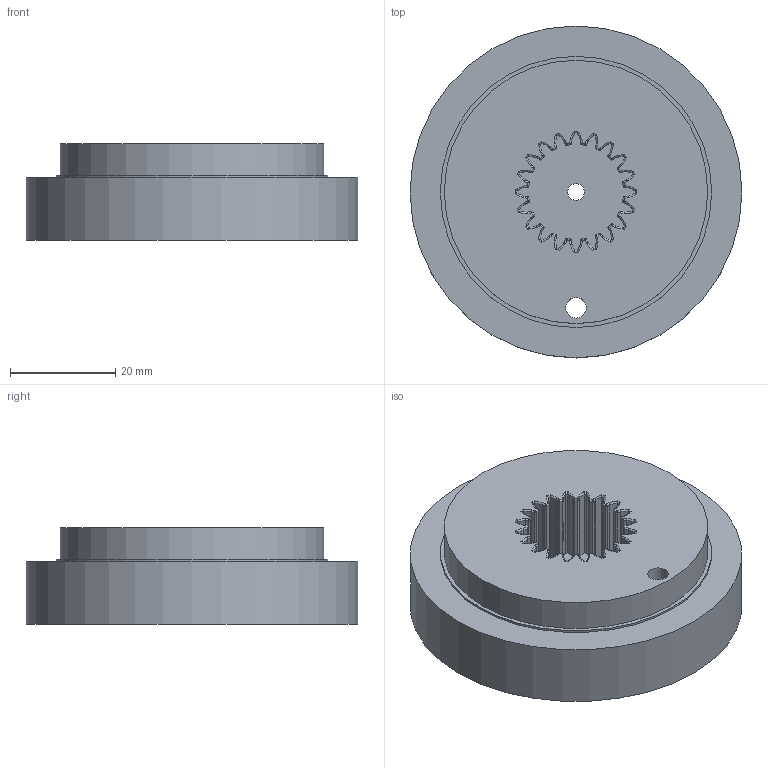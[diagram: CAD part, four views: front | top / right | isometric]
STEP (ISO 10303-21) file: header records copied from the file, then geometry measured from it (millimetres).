
FILE_DESCRIPTION(/* description */ (''),/* implementation_level */ '2;1');
FILE_NAME(/* name */ 'joint6_outer.step',/* time_stamp */ '2025-12-08T19:19:00+01:00',/* author */ (''),/* organization */ (''),/* preprocessor_version */ 'ST-DEVELOPER v20.1',/* originating_system */ 'Autodesk Translation Framework v14.21.0.0',/* authorisation */ '');
FILE_SCHEMA (('AUTOMOTIVE_DESIGN { 1 0 10303 214 3 1 1 }'));
Length unit declared in the file: millimetre
Products named in the file (1): FusionComponent
Bounding box: 63 x 63 x 18.4 mm (x, y, z)
Volume: 42558.5 mm3; surface area: 13329.4 mm2
Topology: 1 solids, 1 shells, 370 faces, 865 edges, 510 vertices
Faces by surface type: bspline 280, sphere 40, plane 39, cylinder 11
Full cylindrical faces by diameter (mm): 3.2 x1, 3.9 x1, 6 x1, 6.2 x5, 50 x1, 51.5 x1, 63 x1
Entity records: 17473 total; most frequent: CARTESIAN_POINT 10767, ORIENTED_EDGE 1730, EDGE_CURVE 865, DIRECTION 709, VERTEX_POINT 510, B_SPLINE_CURVE_WITH_KNOTS 480, EDGE_LOOP 387, FACE_OUTER_BOUND 370
